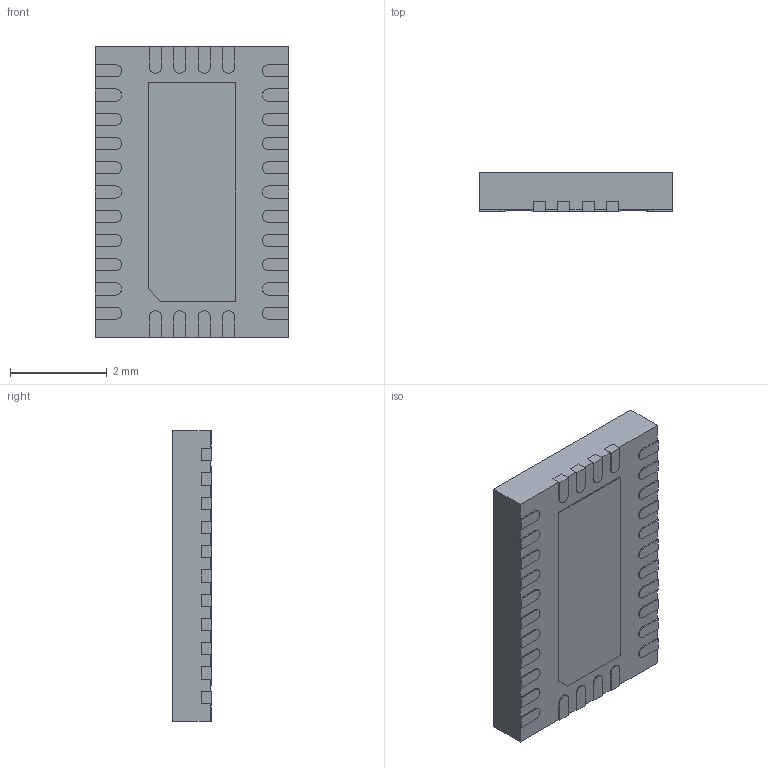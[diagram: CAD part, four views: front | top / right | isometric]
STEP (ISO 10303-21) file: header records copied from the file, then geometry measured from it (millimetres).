
FILE_DESCRIPTION (( 'STEP AP214' ), '1' );
FILE_NAME ('WQFN-30_4x6mm_P0.5mm_EP1.85x4.5mm.step', '2024-08-18T06:10:52+00:00', 'Stefan Hamminga', '', '', '', '');
FILE_SCHEMA (( 'AUTOMOTIVE_DESIGN' ));
Length unit declared in the file: millimetre
Products named in the file (1): WQFN-30_4x6mm_P0.5mm_EP1.85x4.5mm
Bounding box: 4 x 0.8 x 6 mm (x, y, z)
Volume: 18.9 mm3; surface area: 102 mm2
Topology: 32 solids, 32 shells, 322 faces, 773 edges, 516 vertices
Faces by surface type: plane 254, cylinder 68
Entity records: 11034 total; most frequent: CARTESIAN_POINT 1612, DIRECTION 1557, ORIENTED_EDGE 1546, EDGE_CURVE 773, LINE 635, VECTOR 635, VERTEX_POINT 516, AXIS2_PLACEMENT_3D 461
